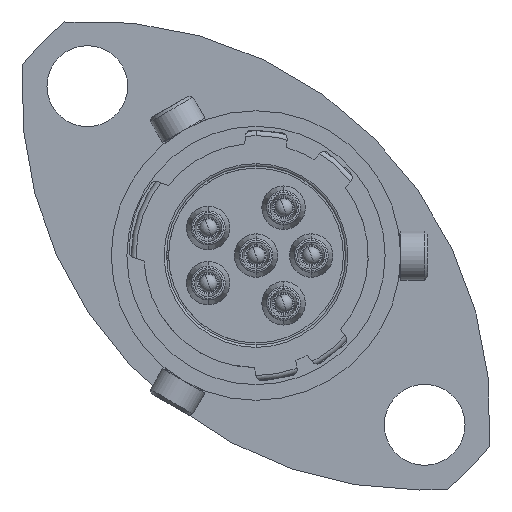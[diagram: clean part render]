
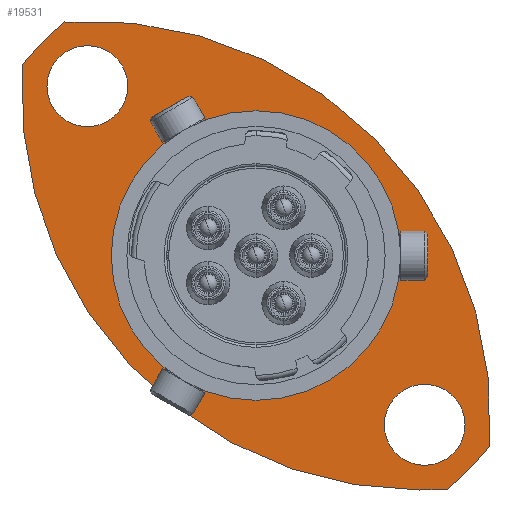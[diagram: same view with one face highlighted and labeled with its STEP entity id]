
A CAD part, left-side view. The second image highlights one B-rep face of the part: STEP entity #19531.
In plain terms, the highlighted planar face has unit normal (-1, 0, 0).
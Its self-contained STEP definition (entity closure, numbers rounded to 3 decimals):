
#159 = EDGE_CURVE ( 'NONE', #16005, #12488, #9313, .T. ) ;
#171 = DIRECTION ( 'NONE',  ( 0., 0., -1. ) ) ;
#425 = CARTESIAN_POINT ( 'NONE',  ( 11.26, 6.985, 8.691 ) ) ;
#586 = CARTESIAN_POINT ( 'NONE',  ( 11.26, 0., 0. ) ) ;
#750 = EDGE_LOOP ( 'NONE', ( #22410, #11863 ) ) ;
#863 = CARTESIAN_POINT ( 'NONE',  ( 11.26, -7.917, -9.673 ) ) ;
#990 = DIRECTION ( 'NONE',  ( 0., 0., 1. ) ) ;
#1577 = CARTESIAN_POINT ( 'NONE',  ( 11.26, 0., 5.995 ) ) ;
#2065 = CARTESIAN_POINT ( 'NONE',  ( 11.26, -6.985, -5.341 ) ) ;
#2729 = CARTESIAN_POINT ( 'NONE',  ( 11.26, 0., 0. ) ) ;
#2824 = DIRECTION ( 'NONE',  ( 0., 0., -1. ) ) ;
#3058 = DIRECTION ( 'NONE',  ( 0., 0., -1. ) ) ;
#3227 = CARTESIAN_POINT ( 'NONE',  ( 11.26, -6.788, 6.788 ) ) ;
#3314 = DIRECTION ( 'NONE',  ( -1., 0., 0. ) ) ;
#3568 = AXIS2_PLACEMENT_3D ( 'NONE', #586, #7491, #2824 ) ;
#3576 = ORIENTED_EDGE ( 'NONE', *, *, #23731, .T. ) ;
#4901 = EDGE_CURVE ( 'NONE', #12488, #16005, #26383, .T. ) ;
#5587 = ORIENTED_EDGE ( 'NONE', *, *, #18503, .T. ) ;
#5710 = ORIENTED_EDGE ( 'NONE', *, *, #4901, .F. ) ;
#6305 = DIRECTION ( 'NONE',  ( 0., 0., 1. ) ) ;
#7225 = DIRECTION ( 'NONE',  ( 1., 0., 0. ) ) ;
#7399 = VERTEX_POINT ( 'NONE', #7896 ) ;
#7438 = AXIS2_PLACEMENT_3D ( 'NONE', #27677, #9099, #22905 ) ;
#7491 = DIRECTION ( 'NONE',  ( 1., 0., 0. ) ) ;
#7661 = VERTEX_POINT ( 'NONE', #22765 ) ;
#7896 = CARTESIAN_POINT ( 'NONE',  ( 11.26, 7.917, 9.673 ) ) ;
#8138 = VERTEX_POINT ( 'NONE', #12695 ) ;
#8169 = CARTESIAN_POINT ( 'NONE',  ( 11.26, -6.788, -9.712 ) ) ;
#9099 = DIRECTION ( 'NONE',  ( -1., 0., 0. ) ) ;
#9313 = CIRCLE ( 'NONE', #7438, 1.675 ) ;
#9727 = DIRECTION ( 'NONE',  ( 0., 0., -1. ) ) ;
#10107 = CARTESIAN_POINT ( 'NONE',  ( 11.26, -6.788, 6.788 ) ) ;
#10207 = CARTESIAN_POINT ( 'NONE',  ( 11.26, 6.985, 7.016 ) ) ;
#10255 = DIRECTION ( 'NONE',  ( -1., 0., 0. ) ) ;
#10313 = DIRECTION ( 'NONE',  ( 0., 0., 1. ) ) ;
#10339 = EDGE_LOOP ( 'NONE', ( #23658, #3576, #29978, #28605, #5587 ) ) ;
#10568 = AXIS2_PLACEMENT_3D ( 'NONE', #18186, #20495, #6305 ) ;
#11340 = EDGE_CURVE ( 'NONE', #19373, #27662, #17746, .T. ) ;
#11370 = FACE_BOUND ( 'NONE', #13567, .T. ) ;
#11580 = AXIS2_PLACEMENT_3D ( 'NONE', #2729, #18980, #9727 ) ;
#11863 = ORIENTED_EDGE ( 'NONE', *, *, #25796, .F. ) ;
#12083 = CARTESIAN_POINT ( 'NONE',  ( 11.26, 0., 0. ) ) ;
#12093 = PLANE ( 'NONE',  #21279 ) ;
#12105 = FACE_OUTER_BOUND ( 'NONE', #10339, .T. ) ;
#12488 = VERTEX_POINT ( 'NONE', #19489 ) ;
#12695 = CARTESIAN_POINT ( 'NONE',  ( 11.26, 6.985, 5.341 ) ) ;
#12893 = CARTESIAN_POINT ( 'NONE',  ( 11.26, 5.995, 0. ) ) ;
#12938 = DIRECTION ( 'NONE',  ( -1., 0., 0. ) ) ;
#12976 = CIRCLE ( 'NONE', #3568, 12.5 ) ;
#13003 = VERTEX_POINT ( 'NONE', #26576 ) ;
#13297 = VERTEX_POINT ( 'NONE', #425 ) ;
#13422 = CIRCLE ( 'NONE', #25830, 5.995 ) ;
#13567 = EDGE_LOOP ( 'NONE', ( #5710, #15470 ) ) ;
#13980 = CIRCLE ( 'NONE', #11580, 12.5 ) ;
#14590 = DIRECTION ( 'NONE',  ( -1., 0., 0. ) ) ;
#14766 = EDGE_CURVE ( 'NONE', #13003, #15461, #13980, .T. ) ;
#15158 = CIRCLE ( 'NONE', #20862, 16.5 ) ;
#15194 = CIRCLE ( 'NONE', #19432, 5.995 ) ;
#15461 = VERTEX_POINT ( 'NONE', #863 ) ;
#15470 = ORIENTED_EDGE ( 'NONE', *, *, #159, .F. ) ;
#15713 = CIRCLE ( 'NONE', #25277, 1.675 ) ;
#16005 = VERTEX_POINT ( 'NONE', #2065 ) ;
#16882 = AXIS2_PLACEMENT_3D ( 'NONE', #3227, #3314, #10313 ) ;
#17309 = CIRCLE ( 'NONE', #28992, 1.675 ) ;
#17315 = DIRECTION ( 'NONE',  ( 0., 0., 1. ) ) ;
#17746 = CIRCLE ( 'NONE', #16882, 16.5 ) ;
#18186 = CARTESIAN_POINT ( 'NONE',  ( 11.26, -6.985, -7.016 ) ) ;
#18424 = EDGE_CURVE ( 'NONE', #19373, #7399, #12976, .T. ) ;
#18503 = EDGE_CURVE ( 'NONE', #27662, #15461, #20226, .T. ) ;
#18980 = DIRECTION ( 'NONE',  ( 1., 0., 0. ) ) ;
#19051 = CARTESIAN_POINT ( 'NONE',  ( 11.26, 0., 0. ) ) ;
#19373 = VERTEX_POINT ( 'NONE', #21011 ) ;
#19425 = DIRECTION ( 'NONE',  ( -1., 0., 0. ) ) ;
#19432 = AXIS2_PLACEMENT_3D ( 'NONE', #19051, #25632, #171 ) ;
#19489 = CARTESIAN_POINT ( 'NONE',  ( 11.26, -6.985, -8.691 ) ) ;
#19531 = ADVANCED_FACE ( 'NONE', ( #11370, #29169, #23331, #12105 ), #12093, .T. ) ;
#19707 = AXIS2_PLACEMENT_3D ( 'NONE', #10107, #14590, #17315 ) ;
#19810 = DIRECTION ( 'NONE',  ( 0., 0., 1. ) ) ;
#20226 = CIRCLE ( 'NONE', #19707, 16.5 ) ;
#20495 = DIRECTION ( 'NONE',  ( -1., 0., 0. ) ) ;
#20862 = AXIS2_PLACEMENT_3D ( 'NONE', #27046, #24893, #29369 ) ;
#21011 = CARTESIAN_POINT ( 'NONE',  ( 11.26, 9.673, 7.917 ) ) ;
#21279 = AXIS2_PLACEMENT_3D ( 'NONE', #12893, #10255, #22127 ) ;
#22077 = EDGE_CURVE ( 'NONE', #8138, #13297, #15713, .T. ) ;
#22127 = DIRECTION ( 'NONE',  ( 0., 0., 1. ) ) ;
#22410 = ORIENTED_EDGE ( 'NONE', *, *, #22077, .F. ) ;
#22765 = CARTESIAN_POINT ( 'NONE',  ( 11.26, 0., -5.995 ) ) ;
#22905 = DIRECTION ( 'NONE',  ( 0., 0., 1. ) ) ;
#23331 = FACE_BOUND ( 'NONE', #23745, .T. ) ;
#23658 = ORIENTED_EDGE ( 'NONE', *, *, #14766, .F. ) ;
#23731 = EDGE_CURVE ( 'NONE', #13003, #7399, #15158, .T. ) ;
#23745 = EDGE_LOOP ( 'NONE', ( #29417, #27151 ) ) ;
#24291 = VERTEX_POINT ( 'NONE', #1577 ) ;
#24893 = DIRECTION ( 'NONE',  ( -1., 0., 0. ) ) ;
#25070 = EDGE_CURVE ( 'NONE', #7661, #24291, #13422, .T. ) ;
#25277 = AXIS2_PLACEMENT_3D ( 'NONE', #26433, #19425, #19810 ) ;
#25632 = DIRECTION ( 'NONE',  ( 1., 0., 0. ) ) ;
#25796 = EDGE_CURVE ( 'NONE', #13297, #8138, #17309, .T. ) ;
#25830 = AXIS2_PLACEMENT_3D ( 'NONE', #12083, #7225, #3058 ) ;
#26383 = CIRCLE ( 'NONE', #10568, 1.675 ) ;
#26433 = CARTESIAN_POINT ( 'NONE',  ( 11.26, 6.985, 7.016 ) ) ;
#26576 = CARTESIAN_POINT ( 'NONE',  ( 11.26, -9.673, -7.917 ) ) ;
#27046 = CARTESIAN_POINT ( 'NONE',  ( 11.26, 6.788, -6.788 ) ) ;
#27151 = ORIENTED_EDGE ( 'NONE', *, *, #29703, .T. ) ;
#27662 = VERTEX_POINT ( 'NONE', #8169 ) ;
#27677 = CARTESIAN_POINT ( 'NONE',  ( 11.26, -6.985, -7.016 ) ) ;
#28605 = ORIENTED_EDGE ( 'NONE', *, *, #11340, .T. ) ;
#28992 = AXIS2_PLACEMENT_3D ( 'NONE', #10207, #12938, #990 ) ;
#29169 = FACE_BOUND ( 'NONE', #750, .T. ) ;
#29369 = DIRECTION ( 'NONE',  ( 0., 0., 1. ) ) ;
#29417 = ORIENTED_EDGE ( 'NONE', *, *, #25070, .T. ) ;
#29703 = EDGE_CURVE ( 'NONE', #24291, #7661, #15194, .T. ) ;
#29978 = ORIENTED_EDGE ( 'NONE', *, *, #18424, .F. ) ;
